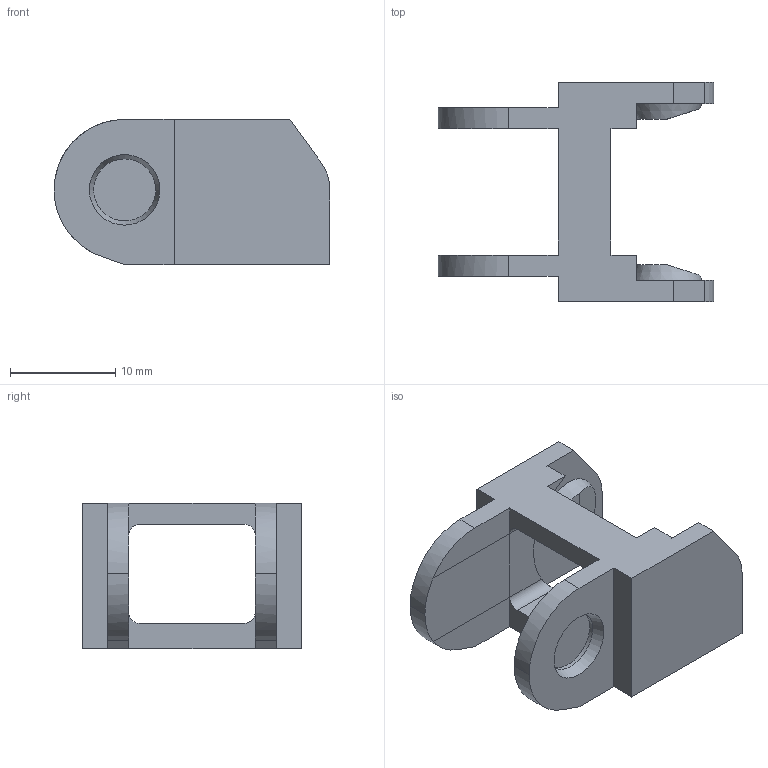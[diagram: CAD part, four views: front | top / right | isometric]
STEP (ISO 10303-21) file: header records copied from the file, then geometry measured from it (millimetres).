
FILE_DESCRIPTION(('FreeCAD Model'),'2;1');
FILE_NAME('Open CASCADE Shape Model','2024-06-08T07:38:33',(''),(''), 'Open CASCADE STEP processor 7.6','FreeCAD','Unknown');
FILE_SCHEMA(('AUTOMOTIVE_DESIGN { 1 0 10303 214 1 1 1 1 }'));
Length unit declared in the file: millimetre
Products named in the file (1): Chain-Link
Bounding box: 26.2 x 20.8 x 13.8 mm (x, y, z)
Volume: 1862.6 mm3; surface area: 2180.5 mm2
Topology: 1 solids, 1 shells, 57 faces, 146 edges, 94 vertices
Faces by surface type: plane 40, cylinder 13, cone 4
Full cylindrical faces by diameter (mm): 5.899 x2
Entity records: 1842 total; most frequent: CARTESIAN_POINT 402, DIRECTION 298, ORIENTED_EDGE 292, EDGE_CURVE 146, LINE 102, VECTOR 102, AXIS2_PLACEMENT_3D 98, VERTEX_POINT 94
